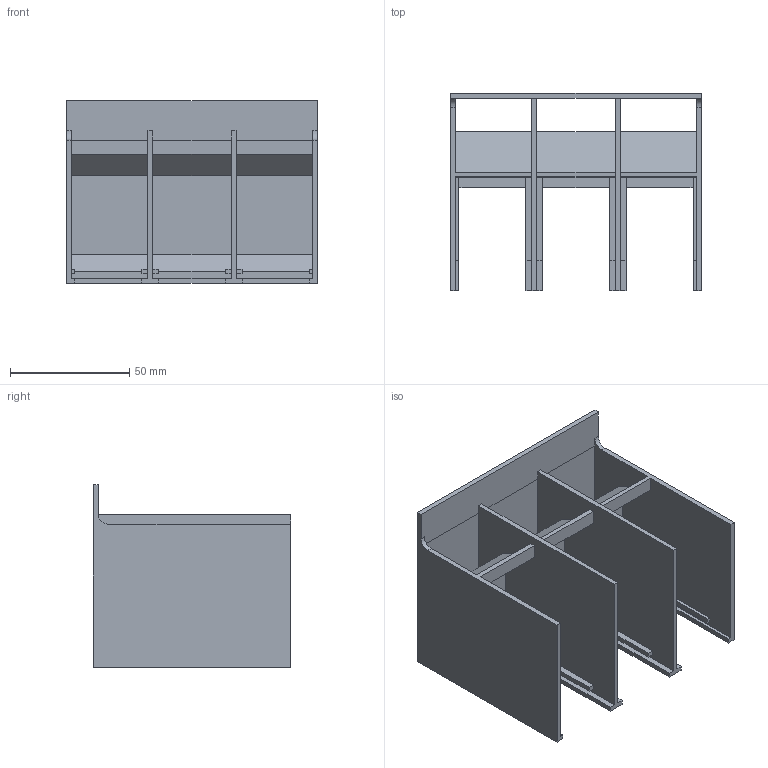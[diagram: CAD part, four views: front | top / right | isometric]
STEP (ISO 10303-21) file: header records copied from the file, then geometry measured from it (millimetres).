
FILE_DESCRIPTION(('CATIA V5 STEP Exchange'),'2;1');
FILE_NAME('1SDH001295R0643_1PA_001_00_XT4_3P_WITHDRAWABLE_HTC_INF.stp','2014-11-11T15:33:05+00:00',('none'),('none'),'CATIA Version 5 Release 20 SP 1 (IN-10)','CATIA V5 STEP AP214','none');
FILE_SCHEMA(('AUTOMOTIVE_DESIGN { 1 0 10303 214 1 1 1 1 }'));
Length unit declared in the file: millimetre
Products named in the file (1): 1SDH001295R0643_1PA_001_00_XT4_3P_WITHDRAWABLE_HTC_INF
Bounding box: 105 x 82.5 x 76.5 mm (x, y, z)
Volume: 75133 mm3; surface area: 76524.7 mm2
Topology: 1 solids, 1 shells, 100 faces, 285 edges, 190 vertices
Faces by surface type: plane 98, cylinder 2
Entity records: 2951 total; most frequent: ORIENTED_EDGE 570, CARTESIAN_POINT 535, DIRECTION 369, EDGE_CURVE 285, VECTOR 277, LINE 277, VERTEX_POINT 190, EDGE_LOOP 109
